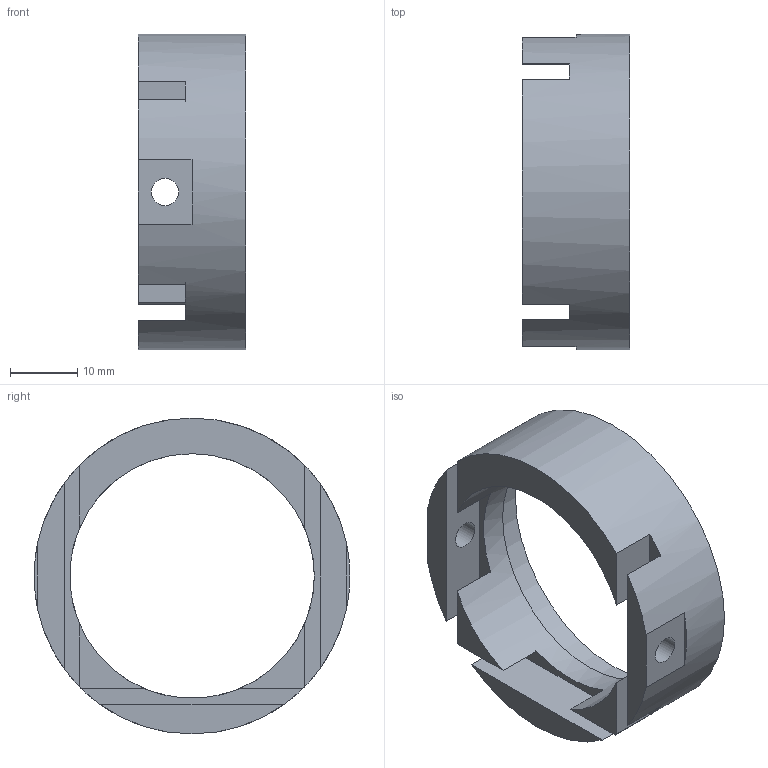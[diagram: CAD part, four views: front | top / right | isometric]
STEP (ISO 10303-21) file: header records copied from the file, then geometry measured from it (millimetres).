
FILE_DESCRIPTION(/* description */ (''),/* implementation_level */ '2;1');
FILE_NAME(/* name */ 'Rotation Joint_Outer Sleeve v1.step',/* time_stamp */ '2020-02-25T19:10:43-08:00',/* author */ (''),/* organization */ (''),/* preprocessor_version */ 'ST-DEVELOPER v18',/* originating_system */ 'Autodesk Translation Framework v8.12.0.6',/* authorisation */ '');
FILE_SCHEMA (('AUTOMOTIVE_DESIGN { 1 0 10303 214 3 1 1 }'));
Length unit declared in the file: millimetre
Products named in the file (1): Rotation Joint_Outer Sleeve
Bounding box: 16 x 46.99 x 46.99 mm (x, y, z)
Volume: 8382.7 mm3; surface area: 6216.8 mm2
Topology: 1 solids, 1 shells, 29 faces, 81 edges, 54 vertices
Faces by surface type: plane 24, cylinder 5
Full cylindrical faces by diameter (mm): 4.064 x2, 36.4 x1, 40.995 x1, 46.995 x1
Entity records: 999 total; most frequent: DIRECTION 173, CARTESIAN_POINT 165, ORIENTED_EDGE 162, EDGE_CURVE 81, AXIS2_PLACEMENT_3D 62, VERTEX_POINT 54, LINE 49, VECTOR 49
